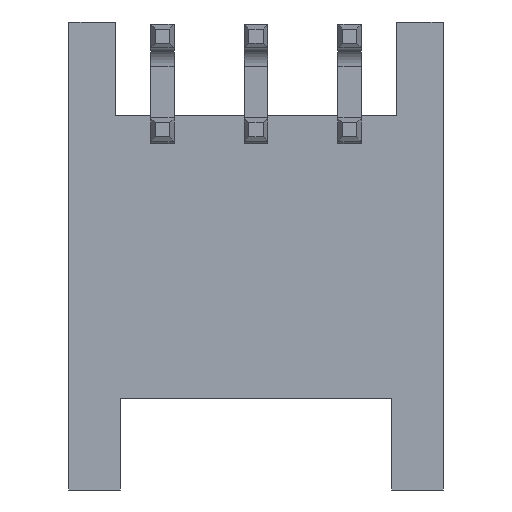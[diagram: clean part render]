
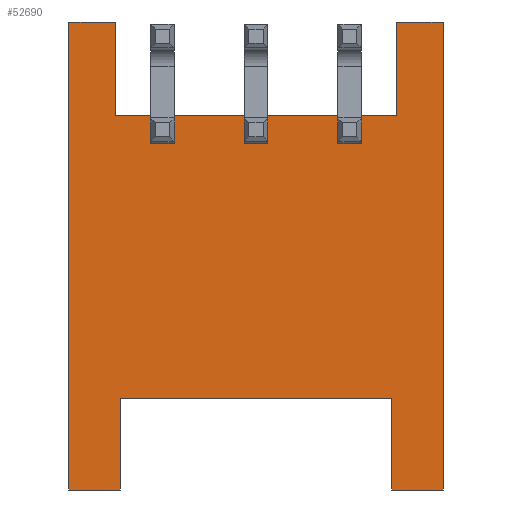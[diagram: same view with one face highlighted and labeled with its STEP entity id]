
A CAD part, front view. The second image highlights one B-rep face of the part: STEP entity #52690.
In plain terms, the highlighted planar face has unit normal (0, -1, 0).
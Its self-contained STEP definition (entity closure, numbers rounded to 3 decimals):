
#3060=CARTESIAN_POINT('',(22.028,-2.345,7.45));
#3070=VERTEX_POINT('',#3060);
#3100=CARTESIAN_POINT('',(22.028,-2.345,7.4));
#3110=DIRECTION('',(0.,0.,1.));
#3120=VECTOR('',#3110,1.);
#3130=LINE('',#3100,#3120);
#3140=CARTESIAN_POINT('',(22.028,-2.345,7.4));
#3150=VERTEX_POINT('',#3140);
#3160=EDGE_CURVE('',#3150,#3070,#3130,.T.);
#4610=CARTESIAN_POINT('',(24.028,-2.345,0.));
#4620=DIRECTION('',(0.,0.,1.));
#4630=VECTOR('',#4620,1.);
#4640=LINE('',#4610,#4630);
#4650=CARTESIAN_POINT('',(24.028,-2.345,7.95));
#4660=VERTEX_POINT('',#4650);
#4670=CARTESIAN_POINT('',(24.028,-2.345,8.));
#4680=VERTEX_POINT('',#4670);
#4690=EDGE_CURVE('',#4660,#4680,#4640,.T.);
#5920=CARTESIAN_POINT('',(21.528,-2.345,7.95));
#5930=VERTEX_POINT('',#5920);
#6160=CARTESIAN_POINT('',(22.028,-2.345,7.95));
#6170=VERTEX_POINT('',#6160);
#8350=CARTESIAN_POINT('',(21.528,-2.345,0.));
#8360=DIRECTION('',(0.,0.,-1.));
#8370=VECTOR('',#8360,1.);
#8380=LINE('',#8350,#8370);
#8390=CARTESIAN_POINT('',(21.528,-2.345,8.));
#8400=VERTEX_POINT('',#8390);
#8410=EDGE_CURVE('',#8400,#5930,#8380,.T.);
#8810=CARTESIAN_POINT('',(25.778,-2.345,10.));
#8820=VERTEX_POINT('',#8810);
#10770=CARTESIAN_POINT('',(25.778,-2.345,0.));
#10780=VERTEX_POINT('',#10770);
#10810=CARTESIAN_POINT('',(25.778,-2.345,0.));
#10820=DIRECTION('',(0.,0.,-1.));
#10830=VECTOR('',#10820,1.);
#10840=LINE('',#10810,#10830);
#10850=EDGE_CURVE('',#8820,#10780,#10840,.T.);
#12580=CARTESIAN_POINT('',(21.528,-2.345,7.4));
#12590=VERTEX_POINT('',#12580);
#12690=CARTESIAN_POINT('',(7.778,-2.345,7.4));
#12700=DIRECTION('',(1.,0.,0.));
#12710=VECTOR('',#12700,1.);
#12720=LINE('',#12690,#12710);
#12730=EDGE_CURVE('',#12590,#3150,#12720,.T.);
#13830=CARTESIAN_POINT('',(21.528,-2.345,7.45));
#13840=VERTEX_POINT('',#13830);
#13850=EDGE_CURVE('',#13840,#12590,#8380,.T.);
#14420=CARTESIAN_POINT('',(22.028,-2.345,8.));
#14430=DIRECTION('',(1.,0.,0.));
#14440=VECTOR('',#14430,1.);
#14450=LINE('',#14420,#14440);
#14460=CARTESIAN_POINT('',(22.028,-2.345,8.));
#14470=VERTEX_POINT('',#14460);
#14480=CARTESIAN_POINT('',(23.528,-2.345,8.));
#14490=VERTEX_POINT('',#14480);
#14500=EDGE_CURVE('',#14470,#14490,#14450,.T.);
#15770=CARTESIAN_POINT('',(23.528,-2.345,0.));
#15780=DIRECTION('',(0.,0.,-1.));
#15790=VECTOR('',#15780,1.);
#15800=LINE('',#15770,#15790);
#15810=CARTESIAN_POINT('',(23.528,-2.345,7.45));
#15820=VERTEX_POINT('',#15810);
#15830=CARTESIAN_POINT('',(23.528,-2.345,7.4));
#15840=VERTEX_POINT('',#15830);
#15850=EDGE_CURVE('',#15820,#15840,#15800,.T.);
#16140=CARTESIAN_POINT('',(23.528,-2.345,7.95));
#16150=VERTEX_POINT('',#16140);
#16320=CARTESIAN_POINT('',(23.528,-2.345,0.));
#16330=DIRECTION('',(0.,0.,1.));
#16340=VECTOR('',#16330,1.);
#16350=LINE('',#16320,#16340);
#16360=EDGE_CURVE('',#15820,#16150,#16350,.T.);
#18730=CARTESIAN_POINT('',(24.778,-2.345,10.));
#18740=VERTEX_POINT('',#18730);
#18860=CARTESIAN_POINT('',(22.,-2.345,10.));
#18870=DIRECTION('',(1.,0.,0.));
#18880=VECTOR('',#18870,1.);
#18890=LINE('',#18860,#18880);
#18900=EDGE_CURVE('',#18740,#8820,#18890,.T.);
#23160=CARTESIAN_POINT('',(15.556,-2.345,8.));
#23170=DIRECTION('',(1.,0.,0.));
#23180=VECTOR('',#23170,1.);
#23190=LINE('',#23160,#23180);
#23200=CARTESIAN_POINT('',(20.028,-2.345,8.));
#23210=VERTEX_POINT('',#23200);
#23220=EDGE_CURVE('',#23210,#8400,#23190,.T.);
#27060=CARTESIAN_POINT('',(24.678,-2.345,0.));
#27070=VERTEX_POINT('',#27060);
#27100=CARTESIAN_POINT('',(24.678,-2.345,0.));
#27110=DIRECTION('',(1.,0.,0.));
#27120=VECTOR('',#27110,1.);
#27130=LINE('',#27100,#27120);
#27140=EDGE_CURVE('',#27070,#10780,#27130,.T.);
#31440=CARTESIAN_POINT('',(24.778,-2.345,0.));
#31450=DIRECTION('',(0.,0.,1.));
#31460=VECTOR('',#31450,1.);
#31470=LINE('',#31440,#31460);
#31480=CARTESIAN_POINT('',(24.778,-2.345,8.));
#31490=VERTEX_POINT('',#31480);
#31500=EDGE_CURVE('',#31490,#18740,#31470,.T.);
#31890=CARTESIAN_POINT('',(20.028,-2.345,7.4));
#31900=VERTEX_POINT('',#31890);
#31930=CARTESIAN_POINT('',(35.778,-2.345,7.4));
#31940=DIRECTION('',(-1.,0.,0.));
#31950=VECTOR('',#31940,1.);
#31960=LINE('',#31930,#31950);
#31970=CARTESIAN_POINT('',(19.528,-2.345,7.4));
#31980=VERTEX_POINT('',#31970);
#31990=EDGE_CURVE('',#31900,#31980,#31960,.T.);
#32980=CARTESIAN_POINT('',(15.556,-2.345,8.));
#32990=DIRECTION('',(1.,0.,0.));
#33000=VECTOR('',#32990,1.);
#33010=LINE('',#32980,#33000);
#33020=EDGE_CURVE('',#4680,#31490,#33010,.T.);
#33460=EDGE_CURVE('',#6170,#14470,#3130,.T.);
#34650=EDGE_CURVE('',#14490,#16150,#15800,.T.);
#34820=CARTESIAN_POINT('',(24.028,-2.345,7.45));
#34830=VERTEX_POINT('',#34820);
#34860=CARTESIAN_POINT('',(24.028,-2.345,7.4));
#34870=VERTEX_POINT('',#34860);
#34880=EDGE_CURVE('',#34870,#34830,#4640,.T.);
#39870=CARTESIAN_POINT('',(24.028,-2.345,0.));
#39880=DIRECTION('',(0.,0.,1.));
#39890=VECTOR('',#39880,1.);
#39900=LINE('',#39870,#39890);
#39910=EDGE_CURVE('',#34830,#4660,#39900,.T.);
#40040=CARTESIAN_POINT('',(22.028,-2.345,0.));
#40050=DIRECTION('',(0.,0.,1.));
#40060=VECTOR('',#40050,1.);
#40070=LINE('',#40040,#40060);
#40080=EDGE_CURVE('',#3070,#6170,#40070,.T.);
#41160=EDGE_CURVE('',#15840,#34870,#12720,.T.);
#41960=CARTESIAN_POINT('',(21.528,-2.345,0.));
#41970=DIRECTION('',(0.,0.,1.));
#41980=VECTOR('',#41970,1.);
#41990=LINE('',#41960,#41980);
#42000=EDGE_CURVE('',#13840,#5930,#41990,.T.);
#43640=CARTESIAN_POINT('',(24.678,-2.345,1.95));
#43650=VERTEX_POINT('',#43640);
#43680=CARTESIAN_POINT('',(24.678,-2.345,0.));
#43690=DIRECTION('',(0.,0.,1.));
#43700=VECTOR('',#43690,1.);
#43710=LINE('',#43680,#43700);
#43720=EDGE_CURVE('',#27070,#43650,#43710,.T.);
#50080=CARTESIAN_POINT('',(18.778,-2.345,8.));
#50090=VERTEX_POINT('',#50080);
#50260=CARTESIAN_POINT('',(19.528,-2.345,8.));
#50270=VERTEX_POINT('',#50260);
#50300=CARTESIAN_POINT('',(28.,-2.345,8.));
#50310=DIRECTION('',(-1.,0.,0.));
#50320=VECTOR('',#50310,1.);
#50330=LINE('',#50300,#50320);
#50340=EDGE_CURVE('',#50270,#50090,#50330,.T.);
#50500=CARTESIAN_POINT('',(18.878,-2.345,1.95));
#50510=VERTEX_POINT('',#50500);
#50540=CARTESIAN_POINT('',(0.,-2.345,1.95));
#50550=DIRECTION('',(-1.,0.,0.));
#50560=VECTOR('',#50550,1.);
#50570=LINE('',#50540,#50560);
#50580=EDGE_CURVE('',#43650,#50510,#50570,.T.);
#50720=CARTESIAN_POINT('',(18.878,-2.345,0.));
#50730=VERTEX_POINT('',#50720);
#50760=CARTESIAN_POINT('',(18.878,-2.345,0.));
#50770=DIRECTION('',(0.,0.,1.));
#50780=VECTOR('',#50770,1.);
#50790=LINE('',#50760,#50780);
#50800=EDGE_CURVE('',#50730,#50510,#50790,.T.);
#51590=CARTESIAN_POINT('',(20.028,-2.345,0.));
#51600=DIRECTION('',(0.,0.,-1.));
#51610=VECTOR('',#51600,1.);
#51620=LINE('',#51590,#51610);
#51630=CARTESIAN_POINT('',(20.028,-2.345,7.95));
#51640=VERTEX_POINT('',#51630);
#51650=EDGE_CURVE('',#23210,#51640,#51620,.T.);
#51770=CARTESIAN_POINT('',(18.385,-2.345,0.527))
;
#51780=DIRECTION('',(0.,-1.,0.));
#51790=DIRECTION('',(1.,0.,0.));
#51800=AXIS2_PLACEMENT_3D('',#51770,#51780,#51790);
#51810=PLANE('',#51800);
#51820=CARTESIAN_POINT('',(17.778,-2.345,0.));
#51830=DIRECTION('',(0.,0.,-1.));
#51840=VECTOR('',#51830,1.);
#51850=LINE('',#51820,#51840);
#51860=CARTESIAN_POINT('',(17.778,-2.345,10.));
#51870=VERTEX_POINT('',#51860);
#51880=CARTESIAN_POINT('',(17.778,-2.345,0.));
#51890=VERTEX_POINT('',#51880);
#51900=EDGE_CURVE('',#51870,#51890,#51850,.T.);
#51910=ORIENTED_EDGE('',*,*,#51900,.T.);
#51920=CARTESIAN_POINT('',(21.556,-2.345,10.));
#51930=DIRECTION('',(-1.,0.,0.));
#51940=VECTOR('',#51930,1.);
#51950=LINE('',#51920,#51940);
#51960=CARTESIAN_POINT('',(18.778,-2.345,10.));
#51970=VERTEX_POINT('',#51960);
#51980=EDGE_CURVE('',#51970,#51870,#51950,.T.);
#51990=ORIENTED_EDGE('',*,*,#51980,.T.);
#52000=CARTESIAN_POINT('',(18.778,-2.345,0.));
#52010=DIRECTION('',(0.,0.,1.));
#52020=VECTOR('',#52010,1.);
#52030=LINE('',#52000,#52020);
#52040=EDGE_CURVE('',#50090,#51970,#52030,.T.);
#52050=ORIENTED_EDGE('',*,*,#52040,.T.);
#52060=ORIENTED_EDGE('',*,*,#50340,.T.);
#52070=CARTESIAN_POINT('',(19.528,-2.345,0.));
#52080=DIRECTION('',(0.,0.,1.));
#52090=VECTOR('',#52080,1.);
#52100=LINE('',#52070,#52090);
#52110=CARTESIAN_POINT('',(19.528,-2.345,7.95));
#52120=VERTEX_POINT('',#52110);
#52130=EDGE_CURVE('',#52120,#50270,#52100,.T.);
#52140=ORIENTED_EDGE('',*,*,#52130,.T.);
#52150=CARTESIAN_POINT('',(19.528,-2.345,0.));
#52160=DIRECTION('',(0.,0.,1.));
#52170=VECTOR('',#52160,1.);
#52180=LINE('',#52150,#52170);
#52190=CARTESIAN_POINT('',(19.528,-2.345,7.45));
#52200=VERTEX_POINT('',#52190);
#52210=EDGE_CURVE('',#52200,#52120,#52180,.T.);
#52220=ORIENTED_EDGE('',*,*,#52210,.T.);
#52230=EDGE_CURVE('',#31980,#52200,#52100,.T.);
#52240=ORIENTED_EDGE('',*,*,#52230,.T.);
#52250=ORIENTED_EDGE('',*,*,#31990,.T.);
#52260=CARTESIAN_POINT('',(20.028,-2.345,7.45));
#52270=VERTEX_POINT('',#52260);
#52280=EDGE_CURVE('',#52270,#31900,#51620,.T.);
#52290=ORIENTED_EDGE('',*,*,#52280,.T.);
#52300=CARTESIAN_POINT('',(20.028,-2.345,0.));
#52310=DIRECTION('',(0.,0.,1.));
#52320=VECTOR('',#52310,1.);
#52330=LINE('',#52300,#52320);
#52340=EDGE_CURVE('',#52270,#51640,#52330,.T.);
#52350=ORIENTED_EDGE('',*,*,#52340,.F.);
#52360=ORIENTED_EDGE('',*,*,#51650,.T.);
#52370=ORIENTED_EDGE('',*,*,#23220,.F.);
#52380=ORIENTED_EDGE('',*,*,#8410,.F.);
#52390=ORIENTED_EDGE('',*,*,#42000,.T.);
#52400=ORIENTED_EDGE('',*,*,#13850,.F.);
#52410=ORIENTED_EDGE('',*,*,#12730,.F.);
#52420=ORIENTED_EDGE('',*,*,#3160,.F.);
#52430=ORIENTED_EDGE('',*,*,#40080,.F.);
#52440=ORIENTED_EDGE('',*,*,#33460,.F.);
#52450=ORIENTED_EDGE('',*,*,#14500,.F.);
#52460=ORIENTED_EDGE('',*,*,#34650,.F.);
#52470=ORIENTED_EDGE('',*,*,#16360,.T.);
#52480=ORIENTED_EDGE('',*,*,#15850,.F.);
#52490=ORIENTED_EDGE('',*,*,#41160,.F.);
#52500=ORIENTED_EDGE('',*,*,#34880,.F.);
#52510=ORIENTED_EDGE('',*,*,#39910,.F.);
#52520=ORIENTED_EDGE('',*,*,#4690,.F.);
#52530=ORIENTED_EDGE('',*,*,#33020,.F.);
#52540=ORIENTED_EDGE('',*,*,#31500,.F.);
#52550=ORIENTED_EDGE('',*,*,#18900,.F.);
#52560=ORIENTED_EDGE('',*,*,#10850,.F.);
#52570=ORIENTED_EDGE('',*,*,#27140,.T.);
#52580=ORIENTED_EDGE('',*,*,#43720,.F.);
#52590=ORIENTED_EDGE('',*,*,#50580,.F.);
#52600=ORIENTED_EDGE('',*,*,#50800,.T.);
#52610=CARTESIAN_POINT('',(18.878,-2.345,0.));
#52620=DIRECTION('',(-1.,0.,0.));
#52630=VECTOR('',#52620,1.);
#52640=LINE('',#52610,#52630);
#52650=EDGE_CURVE('',#50730,#51890,#52640,.T.);
#52660=ORIENTED_EDGE('',*,*,#52650,.F.);
#52670=EDGE_LOOP('',(#52660,#52600,#52590,#52580,#52570,#52560,#52550,
#52540,#52530,#52520,#52510,#52500,#52490,#52480,#52470,#52460,#52450,
#52440,#52430,#52420,#52410,#52400,#52390,#52380,#52370,#52360,#52350,
#52290,#52250,#52240,#52220,#52140,#52060,#52050,#51990,#51910));
#52680=FACE_OUTER_BOUND('',#52670,.T.);
#52690=ADVANCED_FACE('',(#52680),#51810,.T.);
